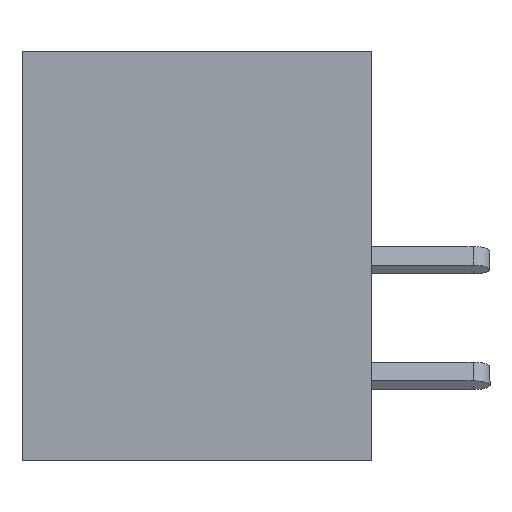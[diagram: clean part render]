
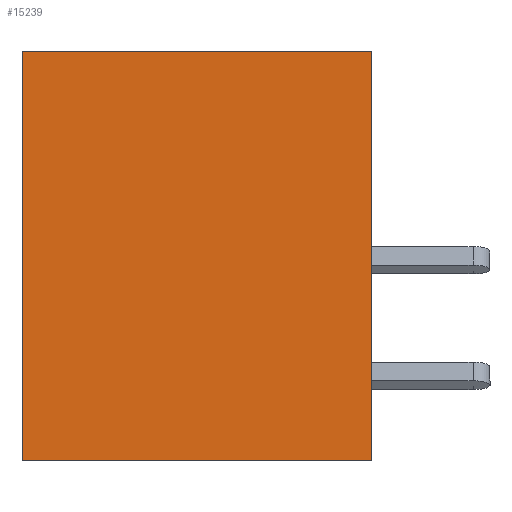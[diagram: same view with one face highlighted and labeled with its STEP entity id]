
A CAD part, left-side view. The second image highlights one B-rep face of the part: STEP entity #15239.
In plain terms, the highlighted planar face has unit normal (-1, 0, 0).
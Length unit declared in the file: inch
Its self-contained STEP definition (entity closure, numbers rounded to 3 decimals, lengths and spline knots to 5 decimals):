
#74 = LINE ( 'NONE', #22000, #1365 ) ;
#1051 = LINE ( 'NONE', #22145, #19528 ) ;
#1095 = CARTESIAN_POINT ( 'NONE',  ( 0., 0., 0. ) ) ;
#1365 = VECTOR ( 'NONE', #17784, 39.37008 ) ;
#4328 = DIRECTION ( 'NONE',  ( 0., 0., -1. ) ) ;
#5161 = CARTESIAN_POINT ( 'NONE',  ( 0., 0., 0. ) ) ;
#5370 = VECTOR ( 'NONE', #6688, 39.37008 ) ;
#5768 = CARTESIAN_POINT ( 'NONE',  ( 0., 0.453, -0.531 ) ) ;
#6688 = DIRECTION ( 'NONE',  ( 0., -1., 0. ) ) ;
#6917 = VERTEX_POINT ( 'NONE', #5161 ) ;
#7152 = ORIENTED_EDGE ( 'NONE', *, *, #10928, .T. ) ;
#7354 = AXIS2_PLACEMENT_3D ( 'NONE', #23991, #17252, #4328 ) ;
#7459 = VECTOR ( 'NONE', #20454, 39.37008 ) ;
#8426 = CARTESIAN_POINT ( 'NONE',  ( 0., 0., -0.531 ) ) ;
#8933 = PLANE ( 'NONE',  #7354 ) ;
#9718 = VERTEX_POINT ( 'NONE', #8426 ) ;
#10928 = EDGE_CURVE ( 'NONE', #9718, #6917, #22270, .T. ) ;
#12286 = EDGE_CURVE ( 'NONE', #18299, #13534, #74, .T. ) ;
#13378 = ORIENTED_EDGE ( 'NONE', *, *, #12286, .F. ) ;
#13534 = VERTEX_POINT ( 'NONE', #25243 ) ;
#15184 = LINE ( 'NONE', #19381, #5370 ) ;
#15239 = ADVANCED_FACE ( 'NONE', ( #27522 ), #8933, .F. ) ;
#15781 = DIRECTION ( 'NONE',  ( 0., -1., 0. ) ) ;
#17252 = DIRECTION ( 'NONE',  ( 1., 0., 0. ) ) ;
#17784 = DIRECTION ( 'NONE',  ( 0., 0., 1. ) ) ;
#18299 = VERTEX_POINT ( 'NONE', #5768 ) ;
#19381 = CARTESIAN_POINT ( 'NONE',  ( 0., 0.453, 0. ) ) ;
#19528 = VECTOR ( 'NONE', #15781, 39.37008 ) ;
#20315 = EDGE_CURVE ( 'NONE', #18299, #9718, #1051, .T. ) ;
#20454 = DIRECTION ( 'NONE',  ( 0., 0., 1. ) ) ;
#20637 = EDGE_CURVE ( 'NONE', #13534, #6917, #15184, .T. ) ;
#22000 = CARTESIAN_POINT ( 'NONE',  ( 0., 0.453, 0. ) ) ;
#22145 = CARTESIAN_POINT ( 'NONE',  ( 0., 0.453, -0.531 ) ) ;
#22270 = LINE ( 'NONE', #1095, #7459 ) ;
#23480 = EDGE_LOOP ( 'NONE', ( #7152, #26512, #13378, #25505 ) ) ;
#23991 = CARTESIAN_POINT ( 'NONE',  ( 0., 0.453, 0. ) ) ;
#25243 = CARTESIAN_POINT ( 'NONE',  ( 0., 0.453, 0. ) ) ;
#25505 = ORIENTED_EDGE ( 'NONE', *, *, #20315, .T. ) ;
#26512 = ORIENTED_EDGE ( 'NONE', *, *, #20637, .F. ) ;
#27522 = FACE_OUTER_BOUND ( 'NONE', #23480, .T. ) ;
